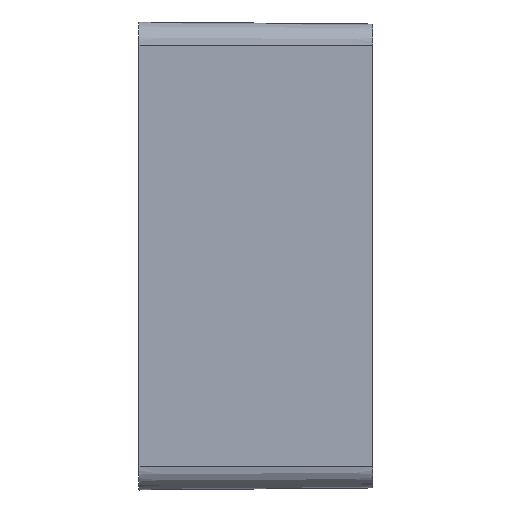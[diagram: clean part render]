
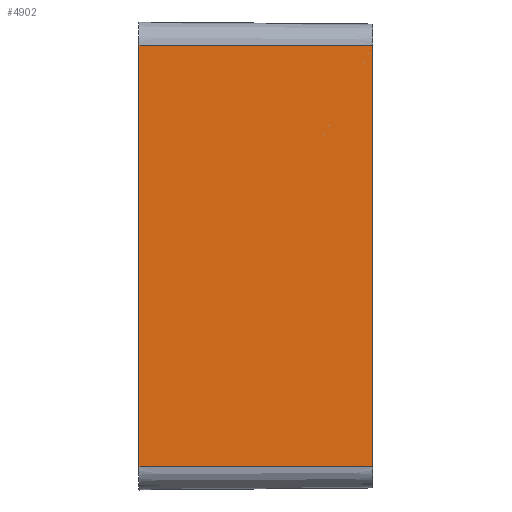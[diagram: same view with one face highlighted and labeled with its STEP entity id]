
A CAD part, left-side view. The second image highlights one B-rep face of the part: STEP entity #4902.
In plain terms, the highlighted planar face has unit normal (-1, -0.009, 0).
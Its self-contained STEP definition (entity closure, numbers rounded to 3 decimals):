
#488 = CARTESIAN_POINT ( 'NONE',  ( -79.476, -60., 54. ) ) ;
#489 = DIRECTION ( 'NONE',  ( -0.009, 1., 0. ) ) ;
#490 = VECTOR ( 'NONE', #489, 1000. ) ;
#491 = CARTESIAN_POINT ( 'NONE',  ( -80., 0., 54. ) ) ;
#492 = LINE ( 'NONE', #491, #490 ) ;
#493 = CARTESIAN_POINT ( 'NONE',  ( -80., 0., 54. ) ) ;
#538 = CARTESIAN_POINT ( 'NONE',  ( -79.476, -60., -54. ) ) ;
#539 = DIRECTION ( 'NONE',  ( -0.009, 1., 0. ) ) ;
#540 = VECTOR ( 'NONE', #539, 1000. ) ;
#541 = CARTESIAN_POINT ( 'NONE',  ( -80., 0., -54. ) ) ;
#542 = LINE ( 'NONE', #541, #540 ) ;
#543 = CARTESIAN_POINT ( 'NONE',  ( -80., 0., -54. ) ) ;
#544 = DIRECTION ( 'NONE',  ( 0., 0., 1. ) ) ;
#545 = VECTOR ( 'NONE', #544, 1000. ) ;
#546 = CARTESIAN_POINT ( 'NONE',  ( -80., 0., 54. ) ) ;
#547 = LINE ( 'NONE', #546, #545 ) ;
#676 = DIRECTION ( 'NONE',  ( 0.009, -1., 0. ) ) ;
#677 = DIRECTION ( 'NONE',  ( -1., -0.009, 0. ) ) ;
#678 = CARTESIAN_POINT ( 'NONE',  ( -80., 0., 54. ) ) ;
#679 = AXIS2_PLACEMENT_3D ( 'NONE', #678, #677, #676 ) ;
#680 = PLANE ( 'NONE',  #679 ) ;
#681 = FACE_OUTER_BOUND ( 'NONE', #4798, .T. ) ;
#796 = DIRECTION ( 'NONE',  ( 0., 0., 1. ) ) ;
#797 = VECTOR ( 'NONE', #796, 1000. ) ;
#798 = CARTESIAN_POINT ( 'NONE',  ( -79.476, -60., -54. ) ) ;
#799 = LINE ( 'NONE', #798, #797 ) ;
#4789 = VERTEX_POINT ( 'NONE', #493 ) ;
#4791 = EDGE_CURVE ( 'NONE', #4792, #4789, #492, .T. ) ;
#4792 = VERTEX_POINT ( 'NONE', #488 ) ;
#4798 = EDGE_LOOP ( 'NONE', ( #4799, #4802, #4931, #4949 ) ) ;
#4799 = ORIENTED_EDGE ( 'NONE', *, *, #4800, .F. ) ;
#4800 = EDGE_CURVE ( 'NONE', #4801, #4789, #547, .T. ) ;
#4801 = VERTEX_POINT ( 'NONE', #543 ) ;
#4802 = ORIENTED_EDGE ( 'NONE', *, *, #4803, .F. ) ;
#4803 = EDGE_CURVE ( 'NONE', #4804, #4801, #542, .T. ) ;
#4804 = VERTEX_POINT ( 'NONE', #538 ) ;
#4902 = ADVANCED_FACE ( 'NONE', ( #681 ), #680, .T. ) ;
#4931 = ORIENTED_EDGE ( 'NONE', *, *, #4942, .T. ) ;
#4942 = EDGE_CURVE ( 'NONE', #4804, #4792, #799, .T. ) ;
#4949 = ORIENTED_EDGE ( 'NONE', *, *, #4791, .T. ) ;
